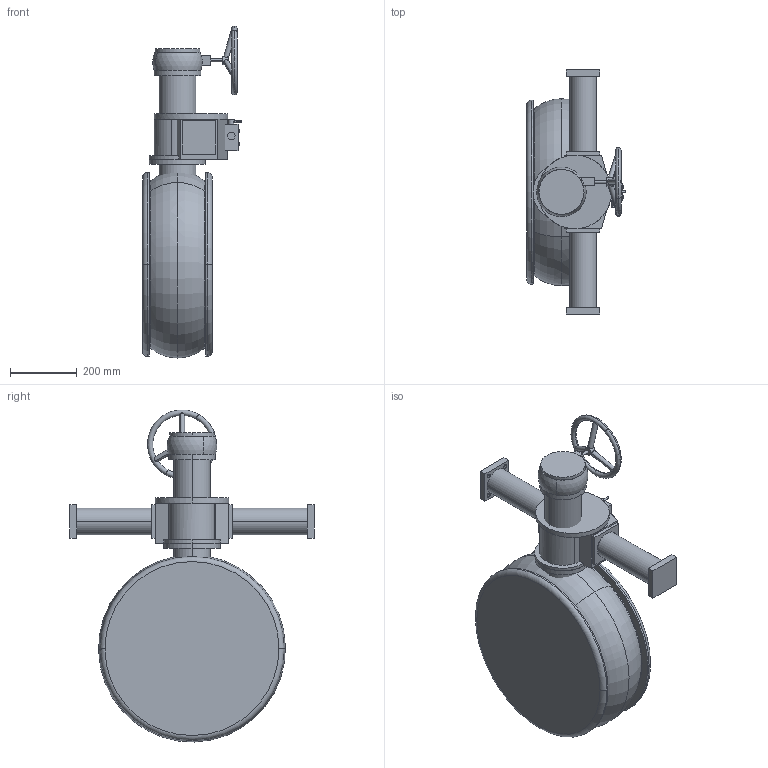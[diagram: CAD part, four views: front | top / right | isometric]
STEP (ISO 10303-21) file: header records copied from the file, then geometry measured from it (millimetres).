
FILE_DESCRIPTION(('STEP AP214'),'1');
FILE_NAME('ButterflyValve_Filtered_33.stp','2017-10-29T00:06:03',(' '),(' '),'Spatial InterOp 3D',' ',' ');
FILE_SCHEMA(('AUTOMOTIVE_DESIGN { 1 0 10303 214 1 1 1 1 }'));
Length unit declared in the file: millimetre
Products named in the file (1): ButterflyValve|VALVEBODY.1#VALVEBODY;PartBody
Bounding box: 295 x 730 x 992.27 mm (x, y, z)
Volume: 60021836.4 mm3; surface area: 2073582.4 mm2
Topology: 14 solids, 14 shells, 289 faces, 705 edges, 464 vertices
Faces by surface type: plane 154, cylinder 100, torus 16, revolution 8, cone 7, sphere 4
Entity records: 11708 total; most frequent: CARTESIAN_POINT 2251, DIRECTION 1514, ORIENTED_EDGE 1402, EDGE_CURVE 701, AXIS2_PLACEMENT_3D 575, VERTEX_POINT 464, LINE 356, VECTOR 356
